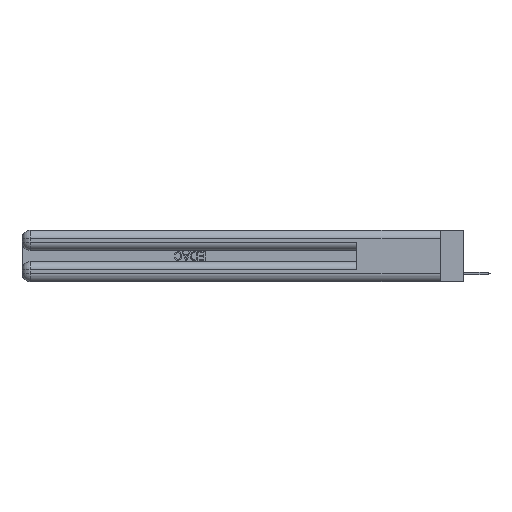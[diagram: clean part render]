
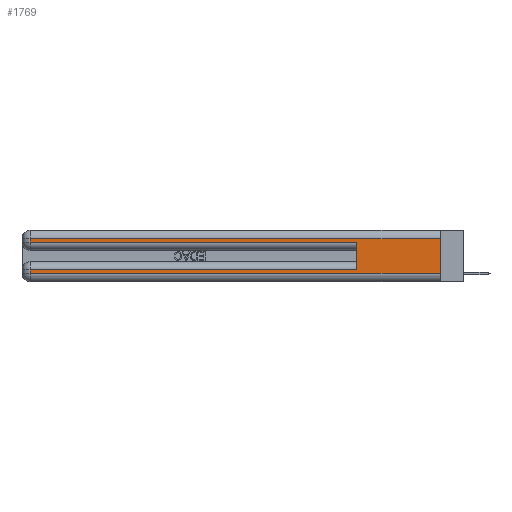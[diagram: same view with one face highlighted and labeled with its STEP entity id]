
A CAD part, left-side view. The second image highlights one B-rep face of the part: STEP entity #1769.
In plain terms, the highlighted planar face has unit normal (-1, 0, 0).
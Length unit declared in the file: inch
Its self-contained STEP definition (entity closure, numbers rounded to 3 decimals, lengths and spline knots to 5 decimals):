
#323 = LINE ( 'NONE', #10661, #31862 ) ;
#1294 = VERTEX_POINT ( 'NONE', #16920 ) ;
#1769 = ADVANCED_FACE ( 'NONE', ( #11617 ), #33734, .F. ) ;
#2090 = LINE ( 'NONE', #12974, #4895 ) ;
#2224 = CARTESIAN_POINT ( 'NONE',  ( 0., 0., 0.06 ) ) ;
#2338 = DIRECTION ( 'NONE',  ( 0., 0., 1. ) ) ;
#2493 = VECTOR ( 'NONE', #2338, 39.37008 ) ;
#2686 = LINE ( 'NONE', #13038, #2493 ) ;
#3449 = DIRECTION ( 'NONE',  ( 1., 0., 0. ) ) ;
#4442 = ORIENTED_EDGE ( 'NONE', *, *, #6785, .T. ) ;
#4447 = EDGE_CURVE ( 'NONE', #1294, #26088, #35581, .T. ) ;
#4895 = VECTOR ( 'NONE', #24043, 39.37008 ) ;
#6121 = VERTEX_POINT ( 'NONE', #34074 ) ;
#6268 = CARTESIAN_POINT ( 'NONE',  ( 0., 0., 0.31 ) ) ;
#6271 = ORIENTED_EDGE ( 'NONE', *, *, #17106, .F. ) ;
#6361 = CARTESIAN_POINT ( 'NONE',  ( 0., 0., 0.37 ) ) ;
#6662 = DIRECTION ( 'NONE',  ( 0., 0., -1. ) ) ;
#6785 = EDGE_CURVE ( 'NONE', #18053, #6121, #20273, .T. ) ;
#7799 = LINE ( 'NONE', #13244, #28940 ) ;
#8233 = DIRECTION ( 'NONE',  ( 0., 0., -1. ) ) ;
#8277 = EDGE_CURVE ( 'NONE', #28459, #18053, #31109, .T. ) ;
#8660 = DIRECTION ( 'NONE',  ( 0., -1., 0. ) ) ;
#9053 = VECTOR ( 'NONE', #33044, 39.37008 ) ;
#9323 = EDGE_CURVE ( 'NONE', #17796, #26346, #2686, .T. ) ;
#10661 = CARTESIAN_POINT ( 'NONE',  ( 0., 0., 0.285 ) ) ;
#11236 = ORIENTED_EDGE ( 'NONE', *, *, #16175, .T. ) ;
#11617 = FACE_OUTER_BOUND ( 'NONE', #17913, .T. ) ;
#11726 = CARTESIAN_POINT ( 'NONE',  ( 0., 0.6, 0.085 ) ) ;
#12974 = CARTESIAN_POINT ( 'NONE',  ( 0., 0., 0.085 ) ) ;
#13038 = CARTESIAN_POINT ( 'NONE',  ( 0., 0.6, 0.145 ) ) ;
#13244 = CARTESIAN_POINT ( 'NONE',  ( 0., 0., 0.37 ) ) ;
#13483 = VECTOR ( 'NONE', #19886, 39.37008 ) ;
#15840 = VECTOR ( 'NONE', #8233, 39.37008 ) ;
#16175 = EDGE_CURVE ( 'NONE', #6121, #26346, #323, .T. ) ;
#16920 = CARTESIAN_POINT ( 'NONE',  ( 0., 2.94, 0.06 ) ) ;
#17106 = EDGE_CURVE ( 'NONE', #28459, #26088, #7799, .T. ) ;
#17409 = DIRECTION ( 'NONE',  ( 0., 0., -1. ) ) ;
#17796 = VERTEX_POINT ( 'NONE', #11726 ) ;
#17913 = EDGE_LOOP ( 'NONE', ( #6271, #27575, #4442, #11236, #23512, #28223, #22636, #24028 ) ) ;
#18053 = VERTEX_POINT ( 'NONE', #19318 ) ;
#18507 = DIRECTION ( 'NONE',  ( 0., 0., -1. ) ) ;
#18876 = CARTESIAN_POINT ( 'NONE',  ( 0., 0., 0.06 ) ) ;
#19128 = CARTESIAN_POINT ( 'NONE',  ( 0., 2.94, 0.37 ) ) ;
#19318 = CARTESIAN_POINT ( 'NONE',  ( 0., 2.94, 0.31 ) ) ;
#19886 = DIRECTION ( 'NONE',  ( 0., 1., 0. ) ) ;
#20273 = LINE ( 'NONE', #25892, #29690 ) ;
#21286 = CARTESIAN_POINT ( 'NONE',  ( 0., 0., 0.31 ) ) ;
#21557 = AXIS2_PLACEMENT_3D ( 'NONE', #6361, #3449, #17409 ) ;
#21630 = CARTESIAN_POINT ( 'NONE',  ( 0., 2.94, 0.085 ) ) ;
#21770 = EDGE_CURVE ( 'NONE', #23523, #1294, #22029, .T. ) ;
#22029 = LINE ( 'NONE', #19128, #15840 ) ;
#22636 = ORIENTED_EDGE ( 'NONE', *, *, #21770, .T. ) ;
#22923 = EDGE_CURVE ( 'NONE', #17796, #23523, #2090, .T. ) ;
#23512 = ORIENTED_EDGE ( 'NONE', *, *, #9323, .F. ) ;
#23523 = VERTEX_POINT ( 'NONE', #21630 ) ;
#24028 = ORIENTED_EDGE ( 'NONE', *, *, #4447, .T. ) ;
#24043 = DIRECTION ( 'NONE',  ( 0., 1., 0. ) ) ;
#25892 = CARTESIAN_POINT ( 'NONE',  ( 0., 2.94, 0.37 ) ) ;
#26088 = VERTEX_POINT ( 'NONE', #18876 ) ;
#26346 = VERTEX_POINT ( 'NONE', #29363 ) ;
#27575 = ORIENTED_EDGE ( 'NONE', *, *, #8277, .T. ) ;
#28223 = ORIENTED_EDGE ( 'NONE', *, *, #22923, .T. ) ;
#28459 = VERTEX_POINT ( 'NONE', #21286 ) ;
#28940 = VECTOR ( 'NONE', #18507, 39.37008 ) ;
#29363 = CARTESIAN_POINT ( 'NONE',  ( 0., 0.6, 0.285 ) ) ;
#29690 = VECTOR ( 'NONE', #6662, 39.37008 ) ;
#31109 = LINE ( 'NONE', #6268, #13483 ) ;
#31862 = VECTOR ( 'NONE', #8660, 39.37008 ) ;
#33044 = DIRECTION ( 'NONE',  ( 0., -1., 0. ) ) ;
#33734 = PLANE ( 'NONE',  #21557 ) ;
#34074 = CARTESIAN_POINT ( 'NONE',  ( 0., 2.94, 0.285 ) ) ;
#35581 = LINE ( 'NONE', #2224, #9053 ) ;
